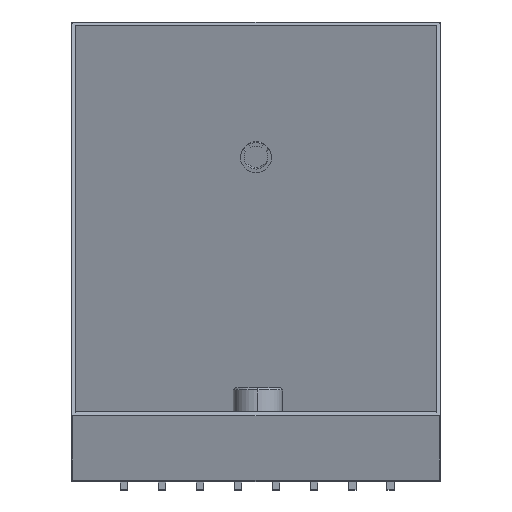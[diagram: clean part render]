
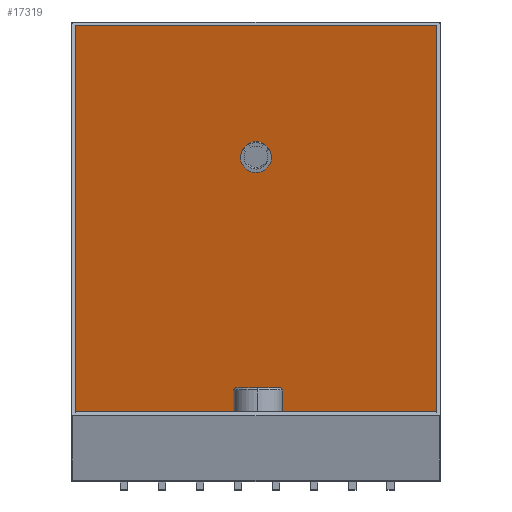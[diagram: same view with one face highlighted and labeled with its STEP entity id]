
A CAD part, top view. The second image highlights one B-rep face of the part: STEP entity #17319.
In plain terms, the highlighted planar face has unit normal (0, -0.251, 0.968).
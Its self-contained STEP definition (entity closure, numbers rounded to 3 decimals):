
#211 = DIRECTION ( 'NONE',  ( -1., 0., 0. ) ) ;
#388 = LINE ( 'NONE', #15884, #11167 ) ;
#414 = LINE ( 'NONE', #9340, #5472 ) ;
#612 = EDGE_CURVE ( 'NONE', #17434, #2294, #9776, .T. ) ;
#1119 = CARTESIAN_POINT ( 'NONE',  ( -76., 1.5, 1.938 ) ) ;
#1253 = CARTESIAN_POINT ( 'NONE',  ( 0., 130.185, 35.276 ) ) ;
#1423 = CARTESIAN_POINT ( 'NONE',  ( 77.5, 1.5, 1.938 ) ) ;
#1486 = ORIENTED_EDGE ( 'NONE', *, *, #11877, .T. ) ;
#1598 = CIRCLE ( 'NONE', #17882, 6.5 ) ;
#1609 = AXIS2_PLACEMENT_3D ( 'NONE', #7231, #8536, #7028 ) ;
#1712 = EDGE_CURVE ( 'NONE', #14805, #8018, #414, .T. ) ;
#2294 = VERTEX_POINT ( 'NONE', #4462 ) ;
#3285 = ORIENTED_EDGE ( 'NONE', *, *, #1712, .T. ) ;
#3418 = LINE ( 'NONE', #18931, #5200 ) ;
#3912 = CARTESIAN_POINT ( 'NONE',  ( -76., 191.417, 51.139 ) ) ;
#4462 = CARTESIAN_POINT ( 'NONE',  ( 0., 142.77, 38.536 ) ) ;
#5200 = VECTOR ( 'NONE', #18730, 1000. ) ;
#5472 = VECTOR ( 'NONE', #211, 1000. ) ;
#6097 = DIRECTION ( 'NONE',  ( 0., -0.968, -0.251 ) ) ;
#7028 = DIRECTION ( 'NONE',  ( 0., -0.968, -0.251 ) ) ;
#7231 = CARTESIAN_POINT ( 'NONE',  ( 0., 136.477, 36.906 ) ) ;
#8018 = VERTEX_POINT ( 'NONE', #3912 ) ;
#8149 = PLANE ( 'NONE',  #11362 ) ;
#8348 = DIRECTION ( 'NONE',  ( 0., -0.968, -0.251 ) ) ;
#8536 = DIRECTION ( 'NONE',  ( 0., 0.251, -0.968 ) ) ;
#9340 = CARTESIAN_POINT ( 'NONE',  ( 77.5, 191.417, 51.139 ) ) ;
#9488 = CARTESIAN_POINT ( 'NONE',  ( 76., 191.417, 51.139 ) ) ;
#9671 = EDGE_CURVE ( 'NONE', #15822, #13512, #15394, .T. ) ;
#9702 = DIRECTION ( 'NONE',  ( 0., 0.968, 0.251 ) ) ;
#9776 = CIRCLE ( 'NONE', #1609, 6.5 ) ;
#11167 = VECTOR ( 'NONE', #9702, 1000. ) ;
#11177 = ORIENTED_EDGE ( 'NONE', *, *, #18805, .T. ) ;
#11215 = DIRECTION ( 'NONE',  ( 0., -0.251, 0.968 ) ) ;
#11300 = EDGE_CURVE ( 'NONE', #13512, #8018, #3418, .T. ) ;
#11362 = AXIS2_PLACEMENT_3D ( 'NONE', #18953, #11215, #8348 ) ;
#11398 = FACE_BOUND ( 'NONE', #18890, .T. ) ;
#11598 = FACE_OUTER_BOUND ( 'NONE', #20116, .T. ) ;
#11877 = EDGE_CURVE ( 'NONE', #15822, #14805, #388, .T. ) ;
#12471 = DIRECTION ( 'NONE',  ( -1., 0., 0. ) ) ;
#12486 = VECTOR ( 'NONE', #12471, 1000. ) ;
#13041 = ORIENTED_EDGE ( 'NONE', *, *, #11300, .F. ) ;
#13512 = VERTEX_POINT ( 'NONE', #1119 ) ;
#14805 = VERTEX_POINT ( 'NONE', #9488 ) ;
#15394 = LINE ( 'NONE', #1423, #12486 ) ;
#15822 = VERTEX_POINT ( 'NONE', #18814 ) ;
#15884 = CARTESIAN_POINT ( 'NONE',  ( 76., -0.376, 1.452 ) ) ;
#16419 = ORIENTED_EDGE ( 'NONE', *, *, #612, .T. ) ;
#16997 = DIRECTION ( 'NONE',  ( 0., 0.251, -0.968 ) ) ;
#17319 = ADVANCED_FACE ( 'NONE', ( #11398, #11598 ), #8149, .T. ) ;
#17434 = VERTEX_POINT ( 'NONE', #1253 ) ;
#17558 = ORIENTED_EDGE ( 'NONE', *, *, #9671, .F. ) ;
#17882 = AXIS2_PLACEMENT_3D ( 'NONE', #18516, #16997, #6097 ) ;
#18516 = CARTESIAN_POINT ( 'NONE',  ( 0., 136.477, 36.906 ) ) ;
#18730 = DIRECTION ( 'NONE',  ( 0., 0.968, 0.251 ) ) ;
#18805 = EDGE_CURVE ( 'NONE', #2294, #17434, #1598, .T. ) ;
#18814 = CARTESIAN_POINT ( 'NONE',  ( 76., 1.5, 1.938 ) ) ;
#18890 = EDGE_LOOP ( 'NONE', ( #11177, #16419 ) ) ;
#18931 = CARTESIAN_POINT ( 'NONE',  ( -76., -0.376, 1.452 ) ) ;
#18953 = CARTESIAN_POINT ( 'NONE',  ( 77.5, -0.376, 1.452 ) ) ;
#20116 = EDGE_LOOP ( 'NONE', ( #13041, #17558, #1486, #3285 ) ) ;
